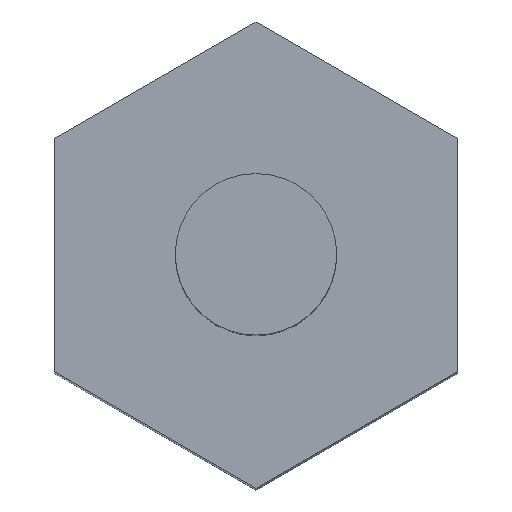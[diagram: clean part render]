
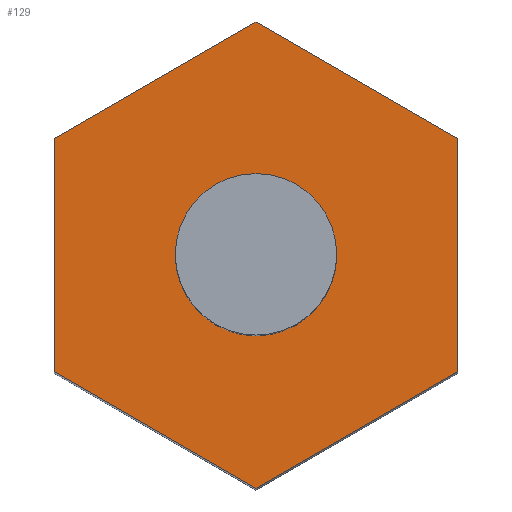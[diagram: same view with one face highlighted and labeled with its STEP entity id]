
A CAD part, top view. The second image highlights one B-rep face of the part: STEP entity #129.
In plain terms, the highlighted planar face has unit normal (0, 0, 1).
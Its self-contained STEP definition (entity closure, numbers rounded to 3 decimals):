
#129=ADVANCED_FACE('',(#223,#225),#227,.T.);
#223=FACE_BOUND('',#224,.T.);
#224=EDGE_LOOP('',(#282,#283,#284,#285,#286,#287));
#225=FACE_BOUND('',#226,.T.);
#226=EDGE_LOOP('',(#288));
#227=PLANE('',#228);
#228=AXIS2_PLACEMENT_3D('',#229,#230,#231);
#229=CARTESIAN_POINT('',(0.,0.,13.));
#230=DIRECTION('',(0.,0.,1.));
#231=DIRECTION('',(-1.,0.,0.));
#282=ORIENTED_EDGE('',*,*,#311,.T.);
#283=ORIENTED_EDGE('',*,*,#309,.T.);
#284=ORIENTED_EDGE('',*,*,#307,.T.);
#285=ORIENTED_EDGE('',*,*,#305,.T.);
#286=ORIENTED_EDGE('',*,*,#303,.T.);
#287=ORIENTED_EDGE('',*,*,#301,.T.);
#288=ORIENTED_EDGE('',*,*,#312,.F.);
#301=EDGE_CURVE('',#332,#330,#333,.T.);
#303=EDGE_CURVE('',#335,#332,#336,.T.);
#305=EDGE_CURVE('',#338,#335,#339,.T.);
#307=EDGE_CURVE('',#341,#338,#342,.T.);
#309=EDGE_CURVE('',#344,#341,#345,.T.);
#311=EDGE_CURVE('',#330,#344,#347,.T.);
#312=EDGE_CURVE('',#348,#348,#349,.T.);
#330=VERTEX_POINT('',#386);
#332=VERTEX_POINT('',#390);
#333=LINE('',#391,#392);
#335=VERTEX_POINT('',#397);
#336=LINE('',#398,#399);
#338=VERTEX_POINT('',#404);
#339=LINE('',#405,#406);
#341=VERTEX_POINT('',#411);
#342=LINE('',#412,#413);
#344=VERTEX_POINT('',#418);
#345=LINE('',#419,#420);
#347=LINE('',#425,#426);
#348=VERTEX_POINT('',#428);
#349=CIRCLE('',#429,1.);
#386=CARTESIAN_POINT('',(-2.5,-1.443,13.));
#390=CARTESIAN_POINT('',(-2.5,1.443,13.));
#391=CARTESIAN_POINT('',(-2.5,1.443,13.));
#392=VECTOR('',#393,1.);
#393=DIRECTION('',(0.,-1.,0.));
#397=CARTESIAN_POINT('',(0.,2.887,13.));
#398=CARTESIAN_POINT('',(0.,2.887,13.));
#399=VECTOR('',#400,1.);
#400=DIRECTION('',(-0.866,-0.5,0.));
#404=CARTESIAN_POINT('',(2.5,1.443,13.));
#405=CARTESIAN_POINT('',(2.5,1.443,13.));
#406=VECTOR('',#407,1.);
#407=DIRECTION('',(-0.866,0.5,0.));
#411=CARTESIAN_POINT('',(2.5,-1.443,13.));
#412=CARTESIAN_POINT('',(2.5,-1.443,13.));
#413=VECTOR('',#414,1.);
#414=DIRECTION('',(0.,1.,0.));
#418=CARTESIAN_POINT('',(0.,-2.887,13.));
#419=CARTESIAN_POINT('',(0.,-2.887,13.));
#420=VECTOR('',#421,1.);
#421=DIRECTION('',(0.866,0.5,0.));
#425=CARTESIAN_POINT('',(-2.5,-1.443,13.));
#426=VECTOR('',#427,1.);
#427=DIRECTION('',(0.866,-0.5,0.));
#428=CARTESIAN_POINT('',(-1.,0.,13.));
#429=AXIS2_PLACEMENT_3D('',#430,#431,#432);
#430=CARTESIAN_POINT('',(0.,0.,13.));
#431=DIRECTION('',(0.,0.,1.));
#432=DIRECTION('',(-1.,0.,0.));
